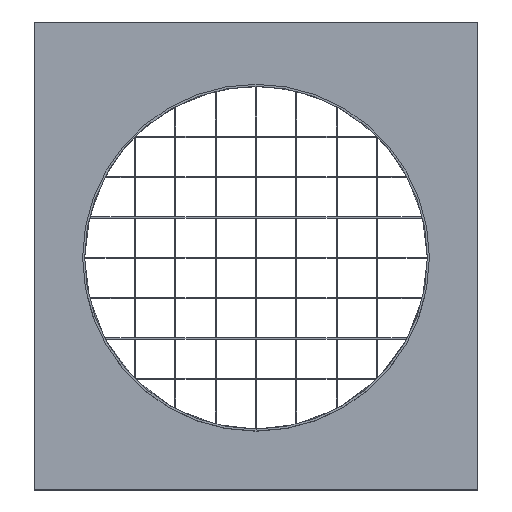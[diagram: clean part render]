
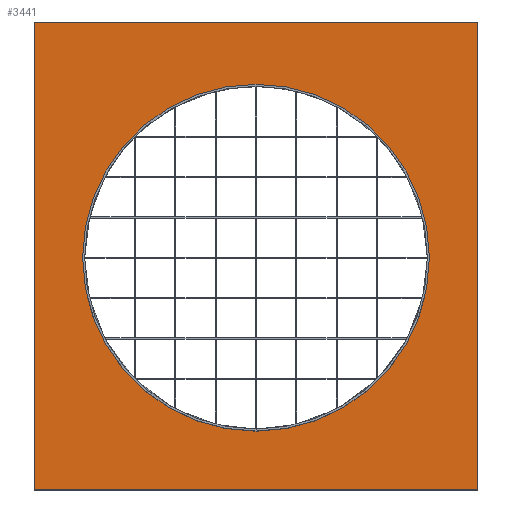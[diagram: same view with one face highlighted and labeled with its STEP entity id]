
A CAD part, top view. The second image highlights one B-rep face of the part: STEP entity #3441.
In plain terms, the highlighted planar face has unit normal (0, 0, 1).
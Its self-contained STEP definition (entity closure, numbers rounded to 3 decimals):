
#89 = EDGE_LOOP ( 'NONE', ( #6694, #2235, #3355, #5964 ) ) ;
#129 = ORIENTED_EDGE ( 'NONE', *, *, #1438, .T. ) ;
#622 = ORIENTED_EDGE ( 'NONE', *, *, #3546, .T. ) ;
#630 = VERTEX_POINT ( 'NONE', #7042 ) ;
#874 = CARTESIAN_POINT ( 'NONE',  ( -110., 0., 0. ) ) ;
#951 = DIRECTION ( 'NONE',  ( 0., 0., -1. ) ) ;
#1054 = CIRCLE ( 'NONE', #8138, 86. ) ;
#1259 = CARTESIAN_POINT ( 'NONE',  ( -110., 0., 0. ) ) ;
#1438 = EDGE_CURVE ( 'NONE', #6455, #5811, #1054, .T. ) ;
#2235 = ORIENTED_EDGE ( 'NONE', *, *, #2841, .F. ) ;
#2461 = LINE ( 'NONE', #2695, #2576 ) ;
#2576 = VECTOR ( 'NONE', #7350, 1000. ) ;
#2695 = CARTESIAN_POINT ( 'NONE',  ( 110., 0., 0. ) ) ;
#2823 = AXIS2_PLACEMENT_3D ( 'NONE', #5533, #6090, #7519 ) ;
#2841 = EDGE_CURVE ( 'NONE', #5402, #630, #2461, .T. ) ;
#2871 = PLANE ( 'NONE',  #2823 ) ;
#2970 = DIRECTION ( 'NONE',  ( 1., 0., 0. ) ) ;
#3127 = CARTESIAN_POINT ( 'NONE',  ( 0., 29., 0. ) ) ;
#3162 = EDGE_LOOP ( 'NONE', ( #622, #129 ) ) ;
#3219 = CARTESIAN_POINT ( 'NONE',  ( -110., 232., 0. ) ) ;
#3355 = ORIENTED_EDGE ( 'NONE', *, *, #8167, .F. ) ;
#3441 = ADVANCED_FACE ( 'NONE', ( #6384, #7239 ), #2871, .T. ) ;
#3484 = CARTESIAN_POINT ( 'NONE',  ( 0., 201., 0. ) ) ;
#3546 = EDGE_CURVE ( 'NONE', #5811, #6455, #6808, .T. ) ;
#3633 = VECTOR ( 'NONE', #2970, 1000. ) ;
#3913 = VERTEX_POINT ( 'NONE', #3219 ) ;
#4111 = VERTEX_POINT ( 'NONE', #7424 ) ;
#4265 = CARTESIAN_POINT ( 'NONE',  ( -110., 232., 0. ) ) ;
#4355 = DIRECTION ( 'NONE',  ( 0., 0., -1. ) ) ;
#4879 = VECTOR ( 'NONE', #5540, 1000. ) ;
#5387 = LINE ( 'NONE', #4265, #3633 ) ;
#5402 = VERTEX_POINT ( 'NONE', #7653 ) ;
#5533 = CARTESIAN_POINT ( 'NONE',  ( -110., 0., 0. ) ) ;
#5540 = DIRECTION ( 'NONE',  ( 1., 0., 0. ) ) ;
#5811 = VERTEX_POINT ( 'NONE', #3484 ) ;
#5964 = ORIENTED_EDGE ( 'NONE', *, *, #7768, .T. ) ;
#6090 = DIRECTION ( 'NONE',  ( 0., 0., 1. ) ) ;
#6384 = FACE_OUTER_BOUND ( 'NONE', #89, .T. ) ;
#6455 = VERTEX_POINT ( 'NONE', #3127 ) ;
#6564 = DIRECTION ( 'NONE',  ( 0., -1., 0. ) ) ;
#6694 = ORIENTED_EDGE ( 'NONE', *, *, #7274, .T. ) ;
#6808 = CIRCLE ( 'NONE', #7713, 86. ) ;
#7008 = DIRECTION ( 'NONE',  ( 1., 0., 0. ) ) ;
#7042 = CARTESIAN_POINT ( 'NONE',  ( 110., 0., 0. ) ) ;
#7239 = FACE_BOUND ( 'NONE', #3162, .T. ) ;
#7274 = EDGE_CURVE ( 'NONE', #4111, #630, #8074, .T. ) ;
#7350 = DIRECTION ( 'NONE',  ( 0., -1., 0. ) ) ;
#7424 = CARTESIAN_POINT ( 'NONE',  ( -110., 0., 0. ) ) ;
#7468 = LINE ( 'NONE', #1259, #7770 ) ;
#7519 = DIRECTION ( 'NONE',  ( 1., 0., 0. ) ) ;
#7588 = CARTESIAN_POINT ( 'NONE',  ( 0., 115., 0. ) ) ;
#7653 = CARTESIAN_POINT ( 'NONE',  ( 110., 232., 0. ) ) ;
#7713 = AXIS2_PLACEMENT_3D ( 'NONE', #8256, #951, #8311 ) ;
#7768 = EDGE_CURVE ( 'NONE', #3913, #4111, #7468, .T. ) ;
#7770 = VECTOR ( 'NONE', #6564, 1000. ) ;
#8074 = LINE ( 'NONE', #874, #4879 ) ;
#8138 = AXIS2_PLACEMENT_3D ( 'NONE', #7588, #4355, #7008 ) ;
#8167 = EDGE_CURVE ( 'NONE', #3913, #5402, #5387, .T. ) ;
#8256 = CARTESIAN_POINT ( 'NONE',  ( 0., 115., 0. ) ) ;
#8311 = DIRECTION ( 'NONE',  ( 1., 0., 0. ) ) ;
